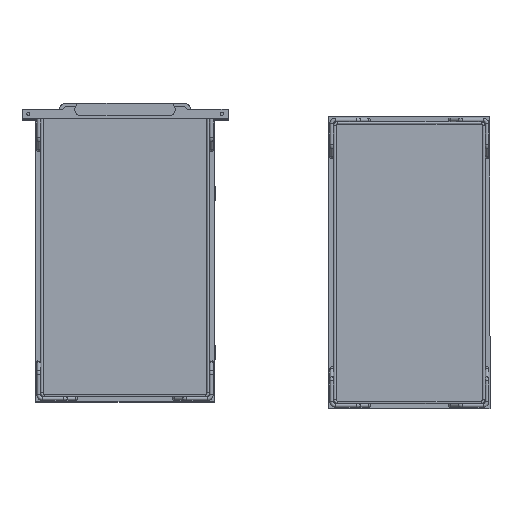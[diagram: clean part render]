
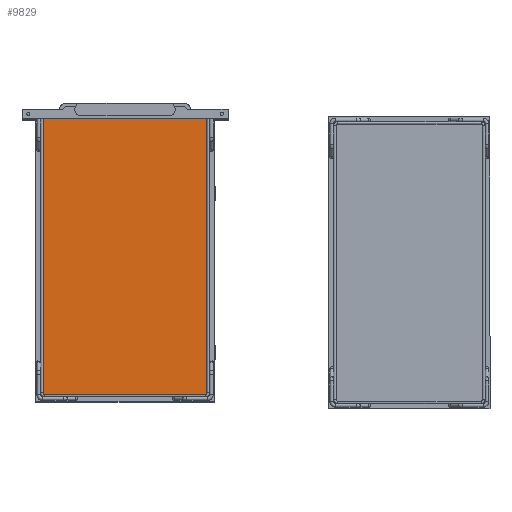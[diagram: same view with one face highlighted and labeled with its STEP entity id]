
A CAD part, top view. The second image highlights one B-rep face of the part: STEP entity #9829.
In plain terms, the highlighted planar face has unit normal (0, 0, 1).
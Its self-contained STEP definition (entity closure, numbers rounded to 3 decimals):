
#605=FACE_OUTER_BOUND('',#1122,.T.);
#1122=EDGE_LOOP('',(#7415,#7416,#7417,#7418));
#1738=LINE('',#15967,#2464);
#1741=LINE('',#15972,#2467);
#1743=LINE('',#15976,#2469);
#1744=LINE('',#15978,#2470);
#2464=VECTOR('',#12638,10.);
#2467=VECTOR('',#12643,10.);
#2469=VECTOR('',#12647,10.);
#2470=VECTOR('',#12650,10.);
#4085=VERTEX_POINT('',#15964);
#4086=VERTEX_POINT('',#15966);
#4087=VERTEX_POINT('',#15970);
#4088=VERTEX_POINT('',#15974);
#5324=EDGE_CURVE('',#4085,#4086,#1738,.T.);
#5327=EDGE_CURVE('',#4087,#4085,#1741,.T.);
#5329=EDGE_CURVE('',#4088,#4087,#1743,.T.);
#5330=EDGE_CURVE('',#4086,#4088,#1744,.T.);
#7415=ORIENTED_EDGE('',*,*,#5330,.F.);
#7416=ORIENTED_EDGE('',*,*,#5324,.F.);
#7417=ORIENTED_EDGE('',*,*,#5327,.F.);
#7418=ORIENTED_EDGE('',*,*,#5329,.F.);
#9572=PLANE('',#10595);
#9829=ADVANCED_FACE('',(#605),#9572,.F.);
#10595=AXIS2_PLACEMENT_3D('',#15979,#12651,#12652);
#12638=DIRECTION('',(-1.,0.,0.));
#12643=DIRECTION('',(0.,-1.,0.));
#12647=DIRECTION('',(1.,0.,0.));
#12650=DIRECTION('',(0.,1.,0.));
#12651=DIRECTION('center_axis',(0.,0.,
-1.));
#12652=DIRECTION('ref_axis',(1.,0.,0.));
#15964=CARTESIAN_POINT('',(-547.655,23.,410.));
#15966=CARTESIAN_POINT('',(-819.655,23.,410.));
#15967=CARTESIAN_POINT('',(-819.655,23.,410.));
#15970=CARTESIAN_POINT('',(-547.655,477.,410.));
#15972=CARTESIAN_POINT('',(-547.655,23.,410.));
#15974=CARTESIAN_POINT('',(-819.655,477.,410.));
#15976=CARTESIAN_POINT('',(-547.655,477.,410.));
#15978=CARTESIAN_POINT('',(-819.655,477.,410.));
#15979=CARTESIAN_POINT('Origin',(-683.655,250.,410.));
